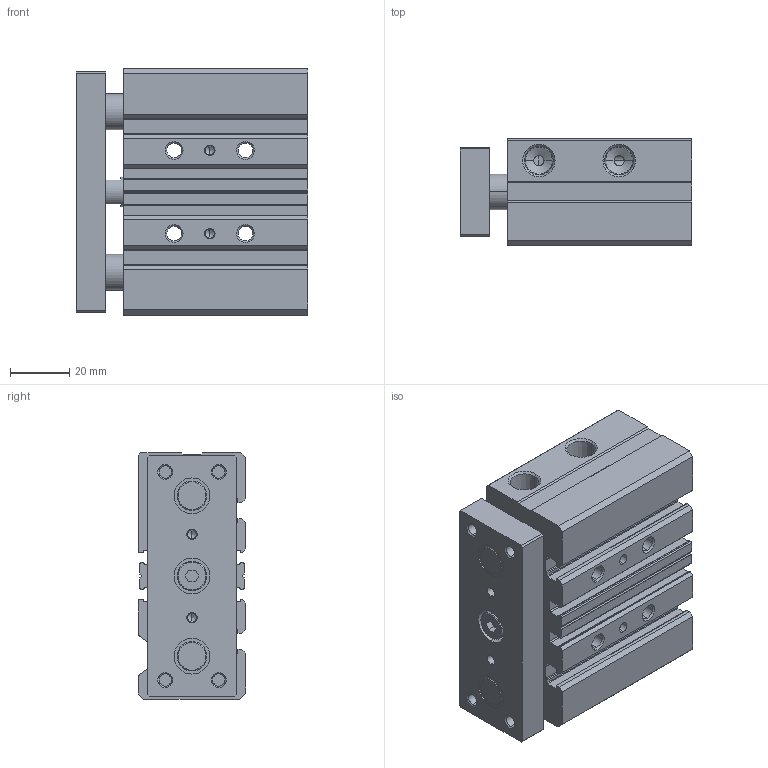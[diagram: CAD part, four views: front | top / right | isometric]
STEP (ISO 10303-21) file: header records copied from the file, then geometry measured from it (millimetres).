
FILE_DESCRIPTION (( 'STEP AP203' ), '1' );
FILE_NAME ('E20M025MD-M.step', '2021-03-08T15:55:14', ( '' ), ( '' ), 'SwSTEP 2.0', 'SolidWorks 2019', '' );
FILE_SCHEMA (( 'CONFIG_CONTROL_DESIGN' ));
Length unit declared in the file: millimetre
Products named in the file (3): E20M025MD-M_ENDPLATE; E20M025MD-M_BODY; E20M025MD-M
Assembly tree (2 placements, depth 2):
  E20M025MD-M
    E20M025MD-M_BODY
    E20M025MD-M_ENDPLATE
Bounding box: 78 x 36 x 83 mm (x, y, z)
Volume: 177232.5 mm3; surface area: 57161.4 mm2
Topology: 5 solids, 5 shells, 404 faces, 1007 edges, 625 vertices
Faces by surface type: cylinder 182, plane 128, cone 94
Entity records: 12354 total; most frequent: DIRECTION 2215, CARTESIAN_POINT 2151, ORIENTED_EDGE 1966, EDGE_CURVE 983, AXIS2_PLACEMENT_3D 835, VERTEX_POINT 625, LINE 545, VECTOR 545
